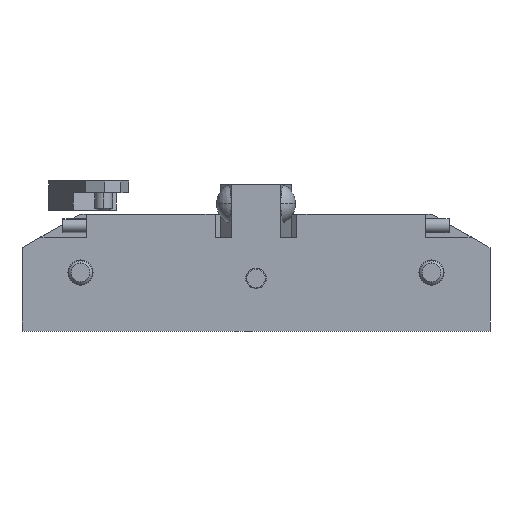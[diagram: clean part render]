
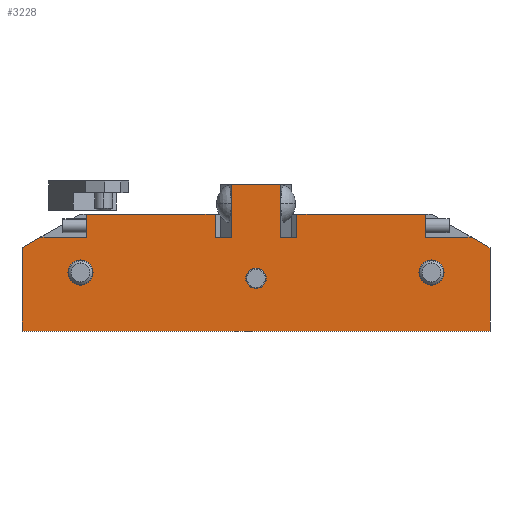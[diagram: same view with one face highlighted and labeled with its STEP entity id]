
A CAD part, left-side view. The second image highlights one B-rep face of the part: STEP entity #3228.
In plain terms, the highlighted planar face has unit normal (-1, 0, 0).
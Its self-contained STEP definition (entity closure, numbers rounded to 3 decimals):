
#65=CARTESIAN_POINT('',(0.,-30.,10.));
#66=DIRECTION('',(1.,0.,0.));
#67=DIRECTION('',(0.,0.,-1.));
#68=AXIS2_PLACEMENT_3D('',#65,#66,#67);
#70=CARTESIAN_POINT('',(0.,-30.,10.));
#71=DIRECTION('',(1.,0.,0.));
#72=DIRECTION('',(0.,0.,1.));
#73=AXIS2_PLACEMENT_3D('',#70,#71,#72);
#75=CARTESIAN_POINT('',(0.,30.,10.));
#76=DIRECTION('',(1.,0.,0.));
#77=DIRECTION('',(0.,0.,-1.));
#78=AXIS2_PLACEMENT_3D('',#75,#76,#77);
#80=CARTESIAN_POINT('',(0.,30.,10.));
#81=DIRECTION('',(1.,0.,0.));
#82=DIRECTION('',(0.,0.,1.));
#83=AXIS2_PLACEMENT_3D('',#80,#81,#82);
#85=CARTESIAN_POINT('',(0.,0.,9.));
#86=DIRECTION('',(1.,0.,0.));
#87=DIRECTION('',(0.,0.,-1.));
#88=AXIS2_PLACEMENT_3D('',#85,#86,#87);
#90=CARTESIAN_POINT('',(0.,0.,9.));
#91=DIRECTION('',(1.,0.,0.));
#92=DIRECTION('',(0.,0.,1.));
#93=AXIS2_PLACEMENT_3D('',#90,#91,#92);
#95=DIRECTION('',(0.,-1.,0.));
#96=VECTOR('',#95,2.763);
#97=CARTESIAN_POINT('',(0.,-4.237,16.));
#98=LINE('',#97,#96);
#99=DIRECTION('',(0.,0.,-1.));
#100=VECTOR('',#99,4.);
#101=CARTESIAN_POINT('',(0.,-7.,20.));
#102=LINE('',#101,#100);
#103=DIRECTION('',(0.,1.,0.));
#104=VECTOR('',#103,22.);
#105=CARTESIAN_POINT('',(0.,-29.,20.));
#106=LINE('',#105,#104);
#107=DIRECTION('',(0.,0.,1.));
#108=VECTOR('',#107,4.);
#109=CARTESIAN_POINT('',(0.,-29.,16.));
#110=LINE('',#109,#108);
#111=DIRECTION('',(0.,-1.,0.));
#112=VECTOR('',#111,7.928);
#113=CARTESIAN_POINT('',(0.,-29.,16.));
#114=LINE('',#113,#112);
#115=DIRECTION('',(0.,0.866,0.5));
#116=VECTOR('',#115,3.547);
#117=CARTESIAN_POINT('',(0.,-40.,14.226));
#118=LINE('',#117,#116);
#119=DIRECTION('',(0.,0.,1.));
#120=VECTOR('',#119,14.226);
#121=CARTESIAN_POINT('',(0.,40.,0.));
#122=LINE('',#121,#120);
#123=DIRECTION('',(0.,0.866,-0.5));
#124=VECTOR('',#123,3.547);
#125=CARTESIAN_POINT('',(0.,36.928,16.));
#126=LINE('',#125,#124);
#127=DIRECTION('',(0.,-1.,0.));
#128=VECTOR('',#127,7.928);
#129=CARTESIAN_POINT('',(0.,36.928,16.));
#130=LINE('',#129,#128);
#131=DIRECTION('',(0.,0.,-1.));
#132=VECTOR('',#131,4.);
#133=CARTESIAN_POINT('',(0.,29.,20.));
#134=LINE('',#133,#132);
#135=DIRECTION('',(0.,1.,0.));
#136=VECTOR('',#135,22.);
#137=CARTESIAN_POINT('',(0.,7.,20.));
#138=LINE('',#137,#136);
#139=DIRECTION('',(0.,0.,1.));
#140=VECTOR('',#139,4.);
#141=CARTESIAN_POINT('',(0.,7.,16.));
#142=LINE('',#141,#140);
#143=DIRECTION('',(0.,-1.,0.));
#144=VECTOR('',#143,2.763);
#145=CARTESIAN_POINT('',(0.,7.,16.));
#146=LINE('',#145,#144);
#147=DIRECTION('',(0.,0.,1.));
#148=VECTOR('',#147,9.);
#149=CARTESIAN_POINT('',(0.,4.237,16.));
#150=LINE('',#149,#148);
#151=DIRECTION('',(0.,-1.,0.));
#152=VECTOR('',#151,8.473);
#153=CARTESIAN_POINT('',(0.,4.237,25.));
#154=LINE('',#153,#152);
#155=DIRECTION('',(0.,0.,-1.));
#156=VECTOR('',#155,9.);
#157=CARTESIAN_POINT('',(0.,-4.237,25.));
#158=LINE('',#157,#156);
#1756=DIRECTION('',(0.,-1.,0.));
#1757=VECTOR('',#1756,80.);
#1758=CARTESIAN_POINT('',(0.,40.,0.));
#1759=LINE('',#1758,#1757);
#1764=DIRECTION('',(0.,0.,1.));
#1765=VECTOR('',#1764,14.226);
#1766=CARTESIAN_POINT('',(0.,-40.,0.));
#1767=LINE('',#1766,#1765);
#2546=CARTESIAN_POINT('',(0.,-40.,0.));
#2548=VERTEX_POINT('',#2546);
#2552=CARTESIAN_POINT('',(0.,40.,0.));
#2553=VERTEX_POINT('',#2552);
#2558=CARTESIAN_POINT('',(0.,-30.,7.85));
#2559=CARTESIAN_POINT('',(0.,-30.,12.15));
#2560=VERTEX_POINT('',#2558);
#2561=VERTEX_POINT('',#2559);
#2566=CARTESIAN_POINT('',(0.,30.,7.85));
#2567=CARTESIAN_POINT('',(0.,30.,12.15));
#2568=VERTEX_POINT('',#2566);
#2569=VERTEX_POINT('',#2567);
#2577=CARTESIAN_POINT('',(0.,0.,10.75));
#2578=VERTEX_POINT('',#2577);
#2583=CARTESIAN_POINT('',(0.,-40.,14.226));
#2584=VERTEX_POINT('',#2583);
#2586=CARTESIAN_POINT('',(0.,40.,14.226));
#2588=VERTEX_POINT('',#2586);
#2591=CARTESIAN_POINT('',(0.,-36.928,16.));
#2593=VERTEX_POINT('',#2591);
#2597=CARTESIAN_POINT('',(0.,36.928,16.));
#2599=VERTEX_POINT('',#2597);
#2603=CARTESIAN_POINT('',(0.,0.,7.25));
#2604=VERTEX_POINT('',#2603);
#2633=CARTESIAN_POINT('',(0.,-4.237,25.));
#2635=VERTEX_POINT('',#2633);
#2638=CARTESIAN_POINT('',(0.,4.237,25.));
#2640=VERTEX_POINT('',#2638);
#2833=CARTESIAN_POINT('',(0.,7.,20.));
#2835=VERTEX_POINT('',#2833);
#2837=CARTESIAN_POINT('',(0.,29.,20.));
#2838=VERTEX_POINT('',#2837);
#2852=CARTESIAN_POINT('',(0.,-7.,20.));
#2854=VERTEX_POINT('',#2852);
#2855=CARTESIAN_POINT('',(0.,-29.,20.));
#2856=VERTEX_POINT('',#2855);
#3017=CARTESIAN_POINT('',(0.,-4.237,16.));
#3019=VERTEX_POINT('',#3017);
#3022=CARTESIAN_POINT('',(0.,4.237,16.));
#3024=VERTEX_POINT('',#3022);
#3061=CARTESIAN_POINT('',(0.,7.,16.));
#3063=VERTEX_POINT('',#3061);
#3065=CARTESIAN_POINT('',(0.,29.,16.));
#3067=VERTEX_POINT('',#3065);
#3075=CARTESIAN_POINT('',(0.,-7.,16.));
#3077=VERTEX_POINT('',#3075);
#3079=CARTESIAN_POINT('',(0.,-29.,16.));
#3081=VERTEX_POINT('',#3079);
#3168=CARTESIAN_POINT('',(0.,40.,0.));
#3169=DIRECTION('',(-1.,0.,0.));
#3170=DIRECTION('',(0.,-1.,0.));
#3171=AXIS2_PLACEMENT_3D('',#3168,#3169,#3170);
#3172=PLANE('',#3171);
#3174=ORIENTED_EDGE('',*,*,#3173,.T.);
#3176=ORIENTED_EDGE('',*,*,#3175,.F.);
#3178=ORIENTED_EDGE('',*,*,#3177,.F.);
#3179=ORIENTED_EDGE('',*,*,#3113,.F.);
#3181=ORIENTED_EDGE('',*,*,#3180,.T.);
#3183=ORIENTED_EDGE('',*,*,#3182,.F.);
#3185=ORIENTED_EDGE('',*,*,#3184,.F.);
#3187=ORIENTED_EDGE('',*,*,#3186,.F.);
#3189=ORIENTED_EDGE('',*,*,#3188,.T.);
#3191=ORIENTED_EDGE('',*,*,#3190,.F.);
#3193=ORIENTED_EDGE('',*,*,#3192,.T.);
#3195=ORIENTED_EDGE('',*,*,#3194,.F.);
#3197=ORIENTED_EDGE('',*,*,#3196,.F.);
#3199=ORIENTED_EDGE('',*,*,#3198,.F.);
#3201=ORIENTED_EDGE('',*,*,#3200,.T.);
#3203=ORIENTED_EDGE('',*,*,#3202,.T.);
#3205=ORIENTED_EDGE('',*,*,#3204,.T.);
#3207=ORIENTED_EDGE('',*,*,#3206,.T.);
#3208=EDGE_LOOP('',(#3174,#3176,#3178,#3179,#3181,#3183,#3185,#3187,#3189,#3191,
#3193,#3195,#3197,#3199,#3201,#3203,#3205,#3207));
#3209=FACE_OUTER_BOUND('',#3208,.F.);
#3211=ORIENTED_EDGE('',*,*,#3210,.F.);
#3213=ORIENTED_EDGE('',*,*,#3212,.F.);
#3214=EDGE_LOOP('',(#3211,#3213));
#3215=FACE_BOUND('',#3214,.F.);
#3217=ORIENTED_EDGE('',*,*,#3216,.F.);
#3219=ORIENTED_EDGE('',*,*,#3218,.F.);
#3220=EDGE_LOOP('',(#3217,#3219));
#3221=FACE_BOUND('',#3220,.F.);
#3223=ORIENTED_EDGE('',*,*,#3222,.F.);
#3225=ORIENTED_EDGE('',*,*,#3224,.F.);
#3226=EDGE_LOOP('',(#3223,#3225));
#3227=FACE_BOUND('',#3226,.F.);
#69=CIRCLE('',#68,2.15);
#74=CIRCLE('',#73,2.15);
#79=CIRCLE('',#78,2.15);
#84=CIRCLE('',#83,2.15);
#89=CIRCLE('',#88,1.75);
#94=CIRCLE('',#93,1.75);
#3113=EDGE_CURVE('',#3081,#2856,#110,.T.);
#3173=EDGE_CURVE('',#3019,#3077,#98,.T.);
#3175=EDGE_CURVE('',#2854,#3077,#102,.T.);
#3177=EDGE_CURVE('',#2856,#2854,#106,.T.);
#3180=EDGE_CURVE('',#3081,#2593,#114,.T.);
#3182=EDGE_CURVE('',#2584,#2593,#118,.T.);
#3184=EDGE_CURVE('',#2548,#2584,#1767,.T.);
#3186=EDGE_CURVE('',#2553,#2548,#1759,.T.);
#3188=EDGE_CURVE('',#2553,#2588,#122,.T.);
#3190=EDGE_CURVE('',#2599,#2588,#126,.T.);
#3192=EDGE_CURVE('',#2599,#3067,#130,.T.);
#3194=EDGE_CURVE('',#2838,#3067,#134,.T.);
#3196=EDGE_CURVE('',#2835,#2838,#138,.T.);
#3198=EDGE_CURVE('',#3063,#2835,#142,.T.);
#3200=EDGE_CURVE('',#3063,#3024,#146,.T.);
#3202=EDGE_CURVE('',#3024,#2640,#150,.T.);
#3204=EDGE_CURVE('',#2640,#2635,#154,.T.);
#3206=EDGE_CURVE('',#2635,#3019,#158,.T.);
#3210=EDGE_CURVE('',#2568,#2569,#79,.T.);
#3212=EDGE_CURVE('',#2569,#2568,#84,.T.);
#3216=EDGE_CURVE('',#2604,#2578,#89,.T.);
#3218=EDGE_CURVE('',#2578,#2604,#94,.T.);
#3222=EDGE_CURVE('',#2560,#2561,#69,.T.);
#3224=EDGE_CURVE('',#2561,#2560,#74,.T.);
#3228=ADVANCED_FACE('',(#3209,#3215,#3221,#3227),#3172,.T.);
